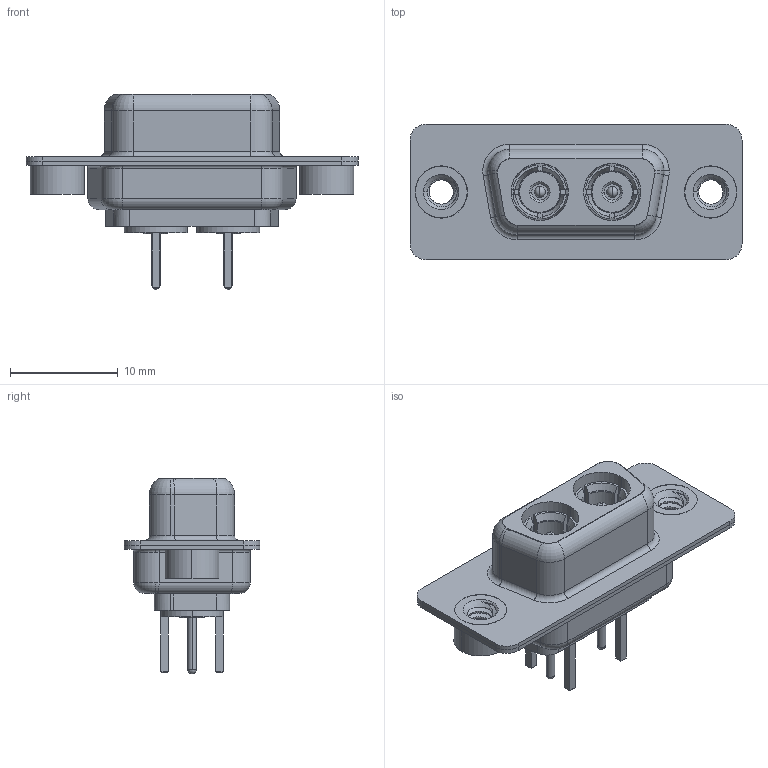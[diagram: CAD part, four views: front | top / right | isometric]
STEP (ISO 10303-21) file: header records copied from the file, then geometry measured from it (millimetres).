
FILE_DESCRIPTION (( 'STEP AP203' ), '1' );
FILE_NAME ('628-2W2-624-5N2.STEP', '2019-05-28T00:15:55', ( '' ), ( '' ), 'SwSTEP 2.0', 'SolidWorks 2016', '' );
FILE_SCHEMA (( 'CONFIG_CONTROL_DESIGN' ));
Length unit declared in the file: millimetre
Products named in the file (10): 628Combo Threaded Rivet_2; Co-Ax Plug_Straight PC Tail; Insulator Pin_Straight PC Tail; Pin_Str; Locking Collar; Co-Ax Plug Assy_S; 628Combo Housing_2W2; 628-2W2-624-5N2; 628Combo Shell Front_09 Contacts; 628Combo Shell Rear_09 Contacts
Assembly tree (11 placements, depth 3):
  628-2W2-624-5N2
    628Combo Housing_2W2
    628Combo Shell Front_09 Contacts
    628Combo Shell Rear_09 Contacts
    628Combo Threaded Rivet_2  x2
    Co-Ax Plug Assy_S  x2
      Co-Ax Plug_Straight PC Tail
      Insulator Pin_Straight PC Tail
      Pin_Str
      Locking Collar
Bounding box: 30.8 x 12.6 x 18.15 mm (x, y, z)
Volume: 1622 mm3; surface area: 4622.7 mm2
Topology: 13 solids, 13 shells, 533 faces, 1295 edges, 815 vertices
Faces by surface type: cylinder 227, plane 181, torus 65, cone 42, bspline 10, sphere 8
Entity records: 13825 total; most frequent: CARTESIAN_POINT 3674, DIRECTION 2017, ORIENTED_EDGE 1830, EDGE_CURVE 915, AXIS2_PLACEMENT_3D 811, VERTEX_POINT 577, EDGE_LOOP 424, CIRCLE 423
